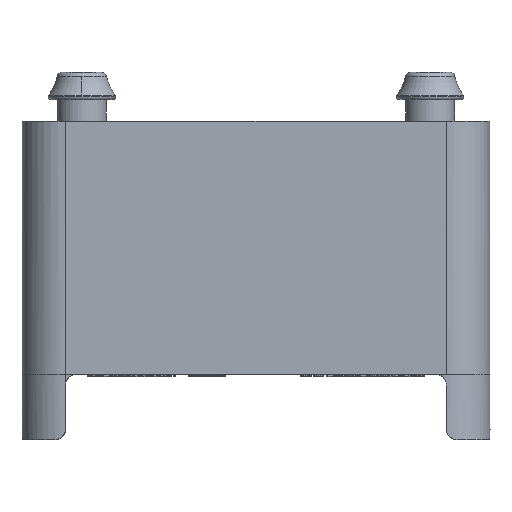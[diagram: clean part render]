
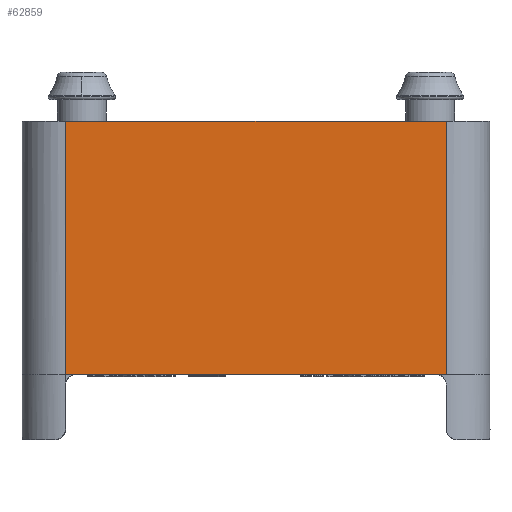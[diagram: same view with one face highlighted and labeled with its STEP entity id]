
A CAD part, front view. The second image highlights one B-rep face of the part: STEP entity #62859.
In plain terms, the highlighted planar face has unit normal (0, -1, 0).
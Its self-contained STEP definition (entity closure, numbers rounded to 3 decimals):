
#1869=CARTESIAN_POINT('',(-17.472,-21.5,-2.0));
#1870=VERTEX_POINT('',#1869);
#3788=CARTESIAN_POINT('',(17.472,-21.5,-2.0));
#3789=VERTEX_POINT('',#3788);
#3797=CARTESIAN_POINT('',(-17.472,-21.5,-2.0));
#3798=DIRECTION('',(1.0,0.0,0.0));
#3799=VECTOR('',#3798,34.943);
#3800=LINE('',#3797,#3799);
#3801=EDGE_CURVE('',#1870,#3789,#3800,.T.);
#62408=CARTESIAN_POINT('',(17.5,-21.5,-2.0));
#62409=VERTEX_POINT('',#62408);
#62419=CARTESIAN_POINT('',(17.472,-21.5,-2.0));
#62420=DIRECTION('',(1.0,0.0,0.0));
#62421=VECTOR('',#62420,0.028);
#62422=LINE('',#62419,#62421);
#62423=EDGE_CURVE('',#3789,#62409,#62422,.T.);
#62486=CARTESIAN_POINT('',(-17.5,-21.5,-2.0));
#62487=VERTEX_POINT('',#62486);
#62503=CARTESIAN_POINT('',(-17.5,-21.5,-2.0));
#62504=DIRECTION('',(1.0,0.0,0.0));
#62505=VECTOR('',#62504,0.028);
#62506=LINE('',#62503,#62505);
#62507=EDGE_CURVE('',#62487,#1870,#62506,.T.);
#62790=CARTESIAN_POINT('',(17.5,-21.5,21.25));
#62791=VERTEX_POINT('',#62790);
#62799=CARTESIAN_POINT('',(17.5,-21.5,-2.0));
#62800=DIRECTION('',(0.0,0.0,1.0));
#62801=VECTOR('',#62800,23.25);
#62802=LINE('',#62799,#62801);
#62803=EDGE_CURVE('',#62409,#62791,#62802,.T.);
#62814=CARTESIAN_POINT('',(-17.5,-21.5,21.25));
#62815=VERTEX_POINT('',#62814);
#62816=CARTESIAN_POINT('',(-17.5,-21.5,-2.0));
#62817=DIRECTION('',(0.0,0.0,1.0));
#62818=VECTOR('',#62817,23.25);
#62819=LINE('',#62816,#62818);
#62820=EDGE_CURVE('',#62487,#62815,#62819,.T.);
#62841=CARTESIAN_POINT('',(17.5,-21.5,-2.0));
#62842=DIRECTION('',(0.0,-1.0,0.0));
#62843=DIRECTION('',(0.0,0.0,-1.0));
#62844=AXIS2_PLACEMENT_3D('',#62841,#62842,#62843);
#62845=PLANE('',#62844);
#62846=ORIENTED_EDGE('',*,*,#62507,.T.);
#62847=ORIENTED_EDGE('',*,*,#3801,.T.);
#62848=ORIENTED_EDGE('',*,*,#62423,.T.);
#62849=ORIENTED_EDGE('',*,*,#62803,.T.);
#62850=CARTESIAN_POINT('',(17.5,-21.5,21.25));
#62851=DIRECTION('',(-1.0,0.0,0.0));
#62852=VECTOR('',#62851,35.0);
#62853=LINE('',#62850,#62852);
#62854=EDGE_CURVE('',#62791,#62815,#62853,.T.);
#62855=ORIENTED_EDGE('',*,*,#62854,.T.);
#62856=ORIENTED_EDGE('',*,*,#62820,.F.);
#62857=EDGE_LOOP('',(#62846,#62847,#62848,#62849,#62855,#62856));
#62858=FACE_OUTER_BOUND('',#62857,.T.);
#62859=ADVANCED_FACE('',(#62858),#62845,.T.);
